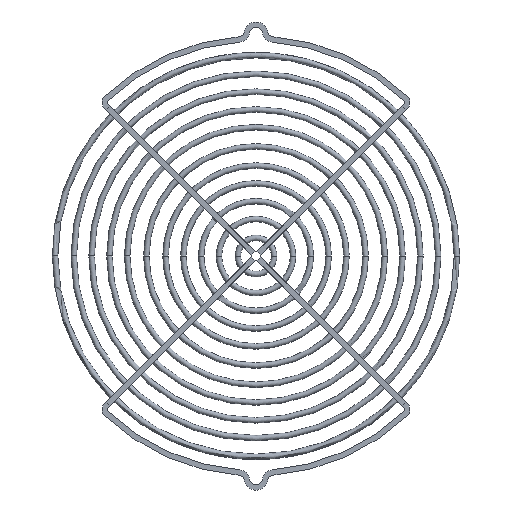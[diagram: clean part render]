
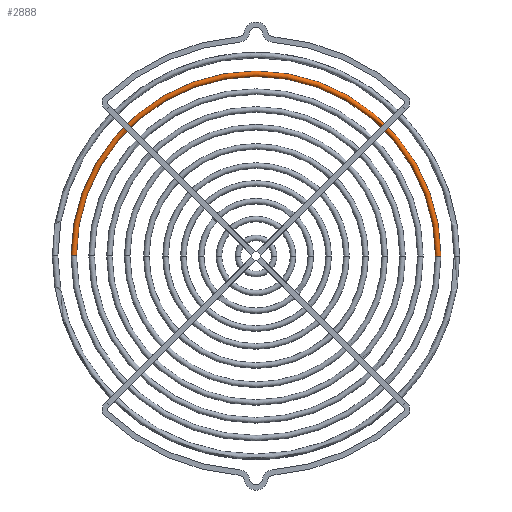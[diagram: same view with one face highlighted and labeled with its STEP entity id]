
A CAD part, front view. The second image highlights one B-rep face of the part: STEP entity #2888.
In plain terms, the highlighted toroidal (fillet/blend) face has major radius 66.5 mm and minor radius 1 mm.
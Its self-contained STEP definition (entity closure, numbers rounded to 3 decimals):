
#745=CARTESIAN_POINT('POINT9636',(67.5,-3.,
   0.));
#746=VERTEX_POINT('VERTEX9636',#745);
#747=CARTESIAN_POINT('POINT9637',(-67.5,-3.,
   0.));
#748=VERTEX_POINT('VERTEX9637',#747);
#749=CARTESIAN_POINT('POS14863',(0.,-3.,0.));
#750=DIRECTION('DIR24129',(0.,-1.,0.));
#751=DIRECTION('DIR24130',(0.,0.,-1.));
#752=AXIS2_PLACEMENT_3D('AXIS9267',#749,#750,#751);
#753=CIRCLE('ELLIPSE5629',#752,67.5);
#754=EDGE_CURVE('EDGE14093',#746,#748,#753,.T.);
#756=CARTESIAN_POINT('POINT9638',(65.5,-3.,
   0.));
#757=VERTEX_POINT('VERTEX9638',#756);
#758=CARTESIAN_POINT('POS14864',(66.5,-3.,
   0.));
#759=DIRECTION('DIR24131',(0.,0.,1.));
#760=DIRECTION('DIR24132',(1.,0.,0.));
#761=AXIS2_PLACEMENT_3D('AXIS9268',#758,#759,#760);
#762=CIRCLE('ELLIPSE5630',#761,1.);
#765=CARTESIAN_POINT('POINT9639',(-65.5,-3.,
   0.));
#766=VERTEX_POINT('VERTEX9639',#765);
#767=CARTESIAN_POINT('POS14865',(0.,-3.,0.));
#768=DIRECTION('DIR24133',(0.,1.,0.));
#769=DIRECTION('DIR24134',(0.,0.,-1.));
#770=AXIS2_PLACEMENT_3D('AXIS9269',#767,#768,#769);
#771=CIRCLE('ELLIPSE5631',#770,65.5);
#772=EDGE_CURVE('EDGE14095',#766,#757,#771,.T.);
#774=CARTESIAN_POINT('POS14866',(-66.5,-3.,
   0.));
#775=DIRECTION('DIR24135',(0.,0.,1.));
#776=DIRECTION('DIR24136',(-1.,0.,0.));
#777=AXIS2_PLACEMENT_3D('AXIS9270',#774,#775,#776);
#778=CIRCLE('ELLIPSE5632',#777,1.);
#783=CARTESIAN_POINT('POS14867',(0.,-3.,0.));
#784=DIRECTION('DIR24137',(0.,-1.,0.));
#785=DIRECTION('DIR24138',(-1.,0.,0.));
#786=AXIS2_PLACEMENT_3D('AXIS9271',#783,#784,#785);
#787=TOROIDAL_SURFACE('TORUS72',#786,66.5,1.);
#1761=CARTESIAN_POINT('POINT9710',(46.3,-4.,
   47.714));
#1762=VERTEX_POINT('VERTEX9710',#1761);
#1763=CARTESIAN_POINT('POINT9711',(47.714,-4.,
   46.3));
#1764=VERTEX_POINT('VERTEX9711',#1763);
#1765=CARTESIAN_POINT('POS14971',(0.,-4.,
   0.));
#1766=DIRECTION('DIR24321',(0.,1.,0.));
#1767=DIRECTION('DIR24322',(0.,0.,-1.));
#1768=AXIS2_PLACEMENT_3D('AXIS9351',#1765,#1766,#1767);
#1769=CIRCLE('ELLIPSE5696',#1768,66.486);
#1770=EDGE_CURVE('EDGE14200',#1762,#1764,#1769,.T.);
#2797=CARTESIAN_POINT('POINT9766',(-47.714,-4.,
   46.3));
#2798=VERTEX_POINT('VERTEX9766',#2797);
#2799=CARTESIAN_POINT('POINT9767',(-46.3,-4.,
   47.714));
#2800=VERTEX_POINT('VERTEX9767',#2799);
#2801=CARTESIAN_POINT('POS15021',(0.,-4.,
   0.));
#2802=DIRECTION('DIR24401',(0.,1.,0.));
#2803=DIRECTION('DIR24402',(0.,0.,-1.));
#2804=AXIS2_PLACEMENT_3D('AXIS9381',#2801,#2802,#2803);
#2805=CIRCLE('ELLIPSE5721',#2804,66.486);
#2806=EDGE_CURVE('EDGE14320',#2798,#2800,#2805,.T.);
#2816=ORIENTED_EDGE('COEDGE28479',*,*,#754,.T.);
#2817=EDGE_CURVE('EDGE14323',#748,#766,#778,.T.);
#2818=ORIENTED_EDGE('COEDGE28480',*,*,#2817,.T.);
#2819=ORIENTED_EDGE('COEDGE28481',*,*,#772,.T.);
#2820=EDGE_CURVE('EDGE14324',#757,#746,#762,.T.);
#2821=ORIENTED_EDGE('COEDGE28482',*,*,#2820,.T.);
#2822=EDGE_LOOP('NONE',(#2816,#2818,#2819,#2821));
#2823=FACE_BOUND('LOOP1',#2822,.T.);
#2824=ORIENTED_EDGE('COEDGE28483',*,*,#2806,.F.);
#2825=CARTESIAN_POINT('POINT9768',(-47.734,-4.,
   46.32));
#2826=VERTEX_POINT('VERTEX9768',#2825);
#2827=B_SPLINE_CURVE_WITH_KNOTS('SPLINE_CRV858',3,(#2828,#2829,#2830,
   #2831,#2832,#2833),.UNSPECIFIED.,.F.,.F.,(4,2,4),(
   1.467,1.481,1.495),
   .UNSPECIFIED.);
#2828=CARTESIAN_POINT('',(-47.734,-4.,
   46.32));
#2829=CARTESIAN_POINT('',(-47.731,-4.,
   46.317));
#2830=CARTESIAN_POINT('',(-47.728,-4.,
   46.313));
#2831=CARTESIAN_POINT('',(-47.721,-4.,
   46.307));
#2832=CARTESIAN_POINT('',(-47.718,-4.,
   46.304));
#2833=CARTESIAN_POINT('',(-47.714,-4.,
   46.3));
#2834=EDGE_CURVE('EDGE14325',#2826,#2798,#2827,.T.);
#2835=ORIENTED_EDGE('COEDGE28484',*,*,#2834,.F.);
#2836=CARTESIAN_POINT('POINT9769',(-46.32,-4.,
   47.734));
#2837=VERTEX_POINT('VERTEX9769',#2836);
#2838=CARTESIAN_POINT('POS15022',(0.,-4.,
   0.));
#2839=DIRECTION('DIR24403',(0.,-1.,0.));
#2840=DIRECTION('DIR24404',(0.,0.,-1.));
#2841=AXIS2_PLACEMENT_3D('AXIS9382',#2838,#2839,#2840);
#2842=CIRCLE('ELLIPSE5722',#2841,66.514);
#2843=EDGE_CURVE('EDGE14326',#2837,#2826,#2842,.T.);
#2844=ORIENTED_EDGE('COEDGE28485',*,*,#2843,.F.);
#2845=B_SPLINE_CURVE_WITH_KNOTS('SPLINE_CRV859',3,(#2846,#2847,#2848,
   #2849,#2850,#2851),.UNSPECIFIED.,.F.,.F.,(4,2,4),(
   4.429,4.443,4.457),
   .UNSPECIFIED.);
#2846=CARTESIAN_POINT('',(-46.3,-4.,
   47.714));
#2847=CARTESIAN_POINT('',(-46.304,-4.,
   47.718));
#2848=CARTESIAN_POINT('',(-46.307,-4.,
   47.721));
#2849=CARTESIAN_POINT('',(-46.313,-4.,
   47.728));
#2850=CARTESIAN_POINT('',(-46.317,-4.,
   47.731));
#2851=CARTESIAN_POINT('',(-46.32,-4.,
   47.734));
#2852=EDGE_CURVE('EDGE14327',#2800,#2837,#2845,.T.);
#2853=ORIENTED_EDGE('COEDGE28486',*,*,#2852,.F.);
#2854=EDGE_LOOP('NONE',(#2824,#2835,#2844,#2853));
#2855=FACE_BOUND('LOOP1',#2854,.T.);
#2856=ORIENTED_EDGE('COEDGE28487',*,*,#1770,.F.);
#2857=CARTESIAN_POINT('POINT9770',(46.32,-4.,
   47.734));
#2858=VERTEX_POINT('VERTEX9770',#2857);
#2859=B_SPLINE_CURVE_WITH_KNOTS('SPLINE_CRV860',3,(#2860,#2861,#2862,
   #2863,#2864,#2865),.UNSPECIFIED.,.F.,.F.,(4,2,4),(
   1.467,1.481,1.495),
   .UNSPECIFIED.);
#2860=CARTESIAN_POINT('',(46.32,-4.,
   47.734));
#2861=CARTESIAN_POINT('',(46.317,-4.,
   47.731));
#2862=CARTESIAN_POINT('',(46.313,-4.,
   47.728));
#2863=CARTESIAN_POINT('',(46.307,-4.,
   47.721));
#2864=CARTESIAN_POINT('',(46.304,-4.,
   47.718));
#2865=CARTESIAN_POINT('',(46.3,-4.,
   47.714));
#2866=EDGE_CURVE('EDGE14328',#2858,#1762,#2859,.T.);
#2867=ORIENTED_EDGE('COEDGE28488',*,*,#2866,.F.);
#2868=CARTESIAN_POINT('POINT9771',(47.734,-4.,
   46.32));
#2869=VERTEX_POINT('VERTEX9771',#2868);
#2870=CARTESIAN_POINT('POS15023',(0.,-4.,
   0.));
#2871=DIRECTION('DIR24405',(0.,-1.,0.));
#2872=DIRECTION('DIR24406',(0.,0.,-1.));
#2873=AXIS2_PLACEMENT_3D('AXIS9383',#2870,#2871,#2872);
#2874=CIRCLE('ELLIPSE5723',#2873,66.514);
#2875=EDGE_CURVE('EDGE14329',#2869,#2858,#2874,.T.);
#2876=ORIENTED_EDGE('COEDGE28489',*,*,#2875,.F.);
#2877=B_SPLINE_CURVE_WITH_KNOTS('SPLINE_CRV861',3,(#2878,#2879,#2880,
   #2881,#2882,#2883),.UNSPECIFIED.,.F.,.F.,(4,2,4),(
   4.429,4.443,4.457),
   .UNSPECIFIED.);
#2878=CARTESIAN_POINT('',(47.714,-4.,
   46.3));
#2879=CARTESIAN_POINT('',(47.718,-4.,
   46.304));
#2880=CARTESIAN_POINT('',(47.721,-4.,
   46.307));
#2881=CARTESIAN_POINT('',(47.728,-4.,
   46.313));
#2882=CARTESIAN_POINT('',(47.731,-4.,
   46.317));
#2883=CARTESIAN_POINT('',(47.734,-4.,
   46.32));
#2884=EDGE_CURVE('EDGE14330',#1764,#2869,#2877,.T.);
#2885=ORIENTED_EDGE('COEDGE28490',*,*,#2884,.F.);
#2886=EDGE_LOOP('NONE',(#2856,#2867,#2876,#2885));
#2887=FACE_BOUND('LOOP1',#2886,.T.);
#2888=ADVANCED_FACE('FACE5016',(#2823,#2855,#2887),#787,.T.);
